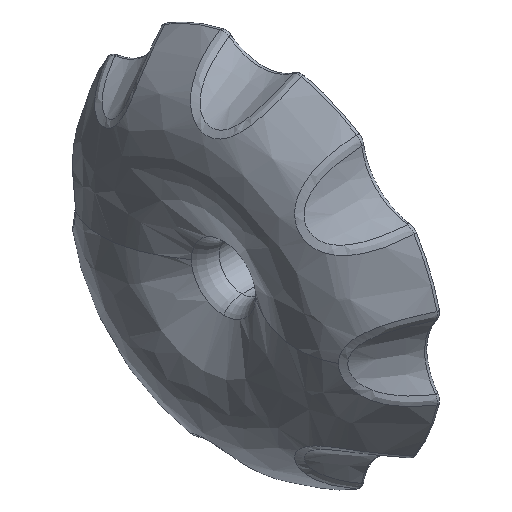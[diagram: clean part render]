
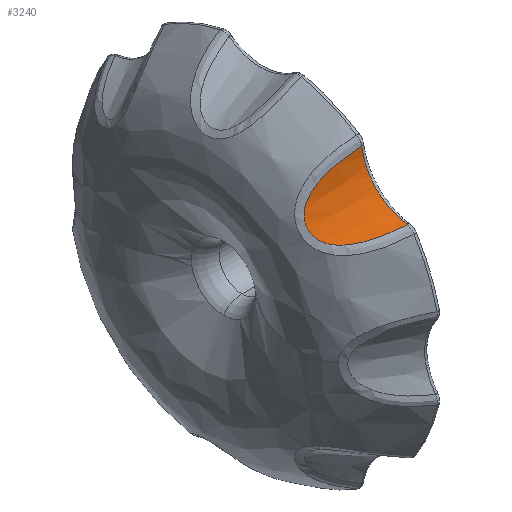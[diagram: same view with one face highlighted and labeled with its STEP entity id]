
A CAD part, isometric view. The second image highlights one B-rep face of the part: STEP entity #3240.
In plain terms, the highlighted conical face has half-angle 10 degrees and reference radius 29.257 mm.
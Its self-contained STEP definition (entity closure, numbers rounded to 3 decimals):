
#30 = CARTESIAN_POINT ( 'NONE',  ( 9.962, -27.887, 23.495 ) ) ;
#246 = CARTESIAN_POINT ( 'NONE',  ( 7.568, -21.221, 30.905 ) ) ;
#264 = CARTESIAN_POINT ( 'NONE',  ( 0.184, -19.54, 24.398 ) ) ;
#306 = CARTESIAN_POINT ( 'NONE',  ( -0.422, -23.14, 19.837 ) ) ;
#317 = CARTESIAN_POINT ( 'NONE',  ( 9.954, -24.553, 26.311 ) ) ;
#414 = CARTESIAN_POINT ( 'NONE',  ( 9.953, -24.959, 25.831 ) ) ;
#636 = CARTESIAN_POINT ( 'NONE',  ( 5.264, -20.473, 29.513 ) ) ;
#653 = CARTESIAN_POINT ( 'NONE',  ( -0.819, -21.639, 20.651 ) ) ;
#665 = CARTESIAN_POINT ( 'NONE',  ( 9.958, -23.809, 27.333 ) ) ;
#669 = CARTESIAN_POINT ( 'NONE',  ( 2.066, -26.896, 19.608 ) ) ;
#682 = CARTESIAN_POINT ( 'NONE',  ( 1.16, -19.478, 25.864 ) ) ;
#789 = CARTESIAN_POINT ( 'NONE',  ( 9.987, -22.323, 30.787 ) ) ;
#1000 = CARTESIAN_POINT ( 'NONE',  ( 2.563, -27.385, 19.717 ) ) ;
#1019 = CARTESIAN_POINT ( 'NONE',  ( 0.737, -25.276, 19.473 ) ) ;
#1036 = CARTESIAN_POINT ( 'NONE',  ( 0.73, -19.453, 25.295 ) ) ;
#1050 = CARTESIAN_POINT ( 'NONE',  ( 9.961, -23.49, 27.872 ) ) ;
#1057 = CARTESIAN_POINT ( 'NONE',  ( 3.603, -28.297, 19.98 ) ) ;
#1077 = CARTESIAN_POINT ( 'NONE',  ( 3.355, -19.917, 28.078 ) ) ;
#1143 = CARTESIAN_POINT ( 'NONE',  ( 10.002, -32.026, 22.073 ) ) ;
#1154 = EDGE_CURVE ( 'NONE', #2048, #4576, #3511, .T. ) ;
#1377 = CARTESIAN_POINT ( 'NONE',  ( 0.017, -19.589, 24.092 ) ) ;
#1400 = CARTESIAN_POINT ( 'NONE',  ( 5.257, -29.509, 20.471 ) ) ;
#1414 = CARTESIAN_POINT ( 'NONE',  ( 9.97, -29.006, 22.932 ) ) ;
#1436 = CARTESIAN_POINT ( 'NONE',  ( -0.414, -19.83, 23.16 ) ) ;
#1447 = CARTESIAN_POINT ( 'NONE',  ( 9.987, -30.784, 22.324 ) ) ;
#1452 = CARTESIAN_POINT ( 'NONE',  ( -0.631, -22.52, 20.102 ) ) ;
#1540 = CARTESIAN_POINT ( 'NONE',  ( 9.958, -27.345, 23.817 ) ) ;
#1664 = CONICAL_SURFACE ( 'NONE', #3594, 29.257, 0.175 ) ;
#1740 = CARTESIAN_POINT ( 'NONE',  ( 1.157, -25.84, 19.487 ) ) ;
#1762 = EDGE_LOOP ( 'NONE', ( #2790, #4077 ) ) ;
#1763 = CARTESIAN_POINT ( 'NONE',  ( 0.005, -24.08, 19.585 ) ) ;
#1779 = CARTESIAN_POINT ( 'NONE',  ( -0.711, -22.219, 20.263 ) ) ;
#1789 = CARTESIAN_POINT ( 'NONE',  ( 9.994, -22.177, 31.401 ) ) ;
#1793 = CARTESIAN_POINT ( 'NONE',  ( 0.172, -24.385, 19.537 ) ) ;
#1895 = CARTESIAN_POINT ( 'NONE',  ( 9.955, -24.359, 26.561 ) ) ;
#1910 = CARTESIAN_POINT ( 'NONE',  ( 9.975, -29.587, 22.701 ) ) ;
#2033 = B_SPLINE_CURVE_WITH_KNOTS ( 'NONE', 3,
 ( #4004, #4696, #246, #2878, #636, #2134, #4715, #3320, #1077, #2578, #2522, #682, #1036, #3630, #264, #1377, #3263, #3698, #1436, #2500, #2896, #4749, #3247, #4029, #653, #1779, #1452, #306, #2934, #1763, #1793, #3303, #1019, #1740, #4324, #669, #1000, #1057, #3649, #1400, #4363, #2151, #4732, #2543 ),
 .UNSPECIFIED., .F., .F.,
 ( 4, 2, 2, 2, 2, 2, 2, 2, 2, 2, 2, 2, 2, 2, 2, 2, 2, 2, 2, 2, 2, 4 ),
 ( 0.001, 0.005, 0.007, 0.008, 0.009, 0.011, 0.013, 0.014, 0.014, 0.016, 0.017, 0.018, 0.019, 0.02, 0.021, 0.022, 0.023, 0.024, 0.026, 0.028, 0.03, 0.034 ),
 .UNSPECIFIED. ) ;
#2048 = VERTEX_POINT ( 'NONE', #1143 ) ;
#2134 = CARTESIAN_POINT ( 'NONE',  ( 4.433, -20.222, 28.924 ) ) ;
#2151 = CARTESIAN_POINT ( 'NONE',  ( 7.574, -30.909, 21.223 ) ) ;
#2165 = CARTESIAN_POINT ( 'NONE',  ( 10.002, -22.073, 32.026 ) ) ;
#2500 = CARTESIAN_POINT ( 'NONE',  ( -0.623, -20.09, 22.545 ) ) ;
#2522 = CARTESIAN_POINT ( 'NONE',  ( 2.081, -19.611, 26.912 ) ) ;
#2538 = CARTESIAN_POINT ( 'NONE',  ( 9.957, -27.079, 23.991 ) ) ;
#2543 = CARTESIAN_POINT ( 'NONE',  ( 10.002, -32.026, 22.073 ) ) ;
#2578 = CARTESIAN_POINT ( 'NONE',  ( 2.575, -19.72, 27.396 ) ) ;
#2664 = CARTESIAN_POINT ( 'NONE',  ( 9.964, -28.163, 23.346 ) ) ;
#2790 = ORIENTED_EDGE ( 'NONE', *, *, #3914, .T. ) ;
#2793 = CARTESIAN_POINT ( 'NONE',  ( 74.292, -74.144, 74.144 ) ) ;
#2828 = DIRECTION ( 'NONE',  ( -0.632, -0.548, 0.548 ) ) ;
#2878 = CARTESIAN_POINT ( 'NONE',  ( 5.831, -20.653, 29.878 ) ) ;
#2896 = CARTESIAN_POINT ( 'NONE',  ( -0.706, -20.253, 22.236 ) ) ;
#2904 = CARTESIAN_POINT ( 'NONE',  ( 9.953, -25.833, 24.94 ) ) ;
#2928 = CARTESIAN_POINT ( 'NONE',  ( 9.953, -25.171, 25.601 ) ) ;
#2934 = CARTESIAN_POINT ( 'NONE',  ( -0.291, -23.459, 19.734 ) ) ;
#3032 = CARTESIAN_POINT ( 'NONE',  ( 9.97, -22.937, 28.995 ) ) ;
#3165 = DIRECTION ( 'NONE',  ( 0.775, -0.447, 0.447 ) ) ;
#3240 = ADVANCED_FACE ( 'NONE', ( #4116 ), #1664, .F. ) ;
#3247 = CARTESIAN_POINT ( 'NONE',  ( -0.845, -20.858, 21.383 ) ) ;
#3263 = CARTESIAN_POINT ( 'NONE',  ( -0.063, -19.62, 23.936 ) ) ;
#3303 = CARTESIAN_POINT ( 'NONE',  ( 0.537, -24.982, 19.481 ) ) ;
#3320 = CARTESIAN_POINT ( 'NONE',  ( 3.621, -19.99, 28.298 ) ) ;
#3397 = CARTESIAN_POINT ( 'NONE',  ( 10.002, -22.073, 32.026 ) ) ;
#3511 = B_SPLINE_CURVE_WITH_KNOTS ( 'NONE', 3,
 ( #4726, #3662, #1447, #1910, #1414, #2664, #30, #1540, #2538, #4042, #2904, #2928, #414, #317, #1895, #665, #1050, #3032, #4022, #789, #1789, #2165 ),
 .UNSPECIFIED., .F., .F.,
 ( 4, 2, 2, 2, 2, 2, 2, 2, 2, 2, 4 ),
 ( 0., 0.002, 0.004, 0.005, 0.006, 0.008, 0.009, 0.009, 0.011, 0.013, 0.015 ),
 .UNSPECIFIED. ) ;
#3594 = AXIS2_PLACEMENT_3D ( 'NONE', #2793, #3165, #2828 ) ;
#3630 = CARTESIAN_POINT ( 'NONE',  ( 0.272, -19.521, 24.55 ) ) ;
#3649 = CARTESIAN_POINT ( 'NONE',  ( 4.144, -28.718, 20.135 ) ) ;
#3662 = CARTESIAN_POINT ( 'NONE',  ( 9.994, -31.402, 22.177 ) ) ;
#3698 = CARTESIAN_POINT ( 'NONE',  ( -0.286, -19.731, 23.47 ) ) ;
#3914 = EDGE_CURVE ( 'NONE', #4576, #2048, #2033, .T. ) ;
#4004 = CARTESIAN_POINT ( 'NONE',  ( 10.002, -22.073, 32.026 ) ) ;
#4022 = CARTESIAN_POINT ( 'NONE',  ( 9.975, -22.703, 29.581 ) ) ;
#4029 = CARTESIAN_POINT ( 'NONE',  ( -0.846, -21.36, 20.878 ) ) ;
#4042 = CARTESIAN_POINT ( 'NONE',  ( 9.954, -26.31, 24.537 ) ) ;
#4077 = ORIENTED_EDGE ( 'NONE', *, *, #1154, .T. ) ;
#4116 = FACE_OUTER_BOUND ( 'NONE', #1762, .T. ) ;
#4324 = CARTESIAN_POINT ( 'NONE',  ( 1.378, -26.111, 19.51 ) ) ;
#4363 = CARTESIAN_POINT ( 'NONE',  ( 5.831, -29.878, 20.653 ) ) ;
#4576 = VERTEX_POINT ( 'NONE', #3397 ) ;
#4696 = CARTESIAN_POINT ( 'NONE',  ( 8.774, -21.636, 31.503 ) ) ;
#4715 = CARTESIAN_POINT ( 'NONE',  ( 4.16, -20.142, 28.721 ) ) ;
#4726 = CARTESIAN_POINT ( 'NONE',  ( 10.002, -32.026, 22.073 ) ) ;
#4732 = CARTESIAN_POINT ( 'NONE',  ( 8.774, -31.502, 21.636 ) ) ;
#4749 = CARTESIAN_POINT ( 'NONE',  ( -0.816, -20.637, 21.657 ) ) ;
